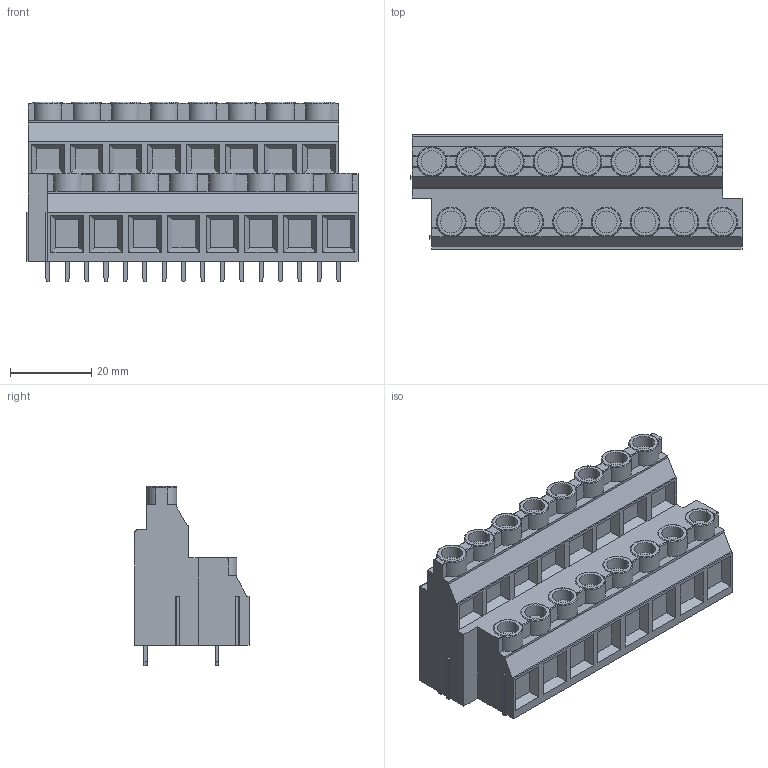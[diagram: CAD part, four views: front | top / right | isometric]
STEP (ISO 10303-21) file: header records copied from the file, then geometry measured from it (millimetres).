
FILE_DESCRIPTION(('CATIA V5 STEP Exchange','CAx-IF Rec.Pracs.--- Model Styling and Organization---1.2---2011-12-15'),'2;1');
FILE_NAME ('D1459225_0_1926380000_1926380000.stp','2018-09-07T06:03:38+00:00',('none'),('Weidmueller'),'CATIA Version 5-6 Release 2014','CATIA V5 STEP AP214','none');
FILE_SCHEMA(('AUTOMOTIVE_DESIGN { 1 0 10303 214 1 1 1 1 }'));
Length unit declared in the file: millimetre
Products named in the file (1): 1926380000
Bounding box: 81.52 x 28 x 44.1 mm (x, y, z)
Volume: 54130.6 mm3; surface area: 13471.1 mm2
Topology: 17 solids, 17 shells, 466 faces, 1177 edges, 769 vertices
Faces by surface type: plane 338, cylinder 96, torus 32
Entity records: 12505 total; most frequent: CARTESIAN_POINT 2436, ORIENTED_EDGE 2354, DIRECTION 1531, EDGE_CURVE 1177, VECTOR 774, LINE 774, VERTEX_POINT 769, AXIS2_PLACEMENT_3D 525
